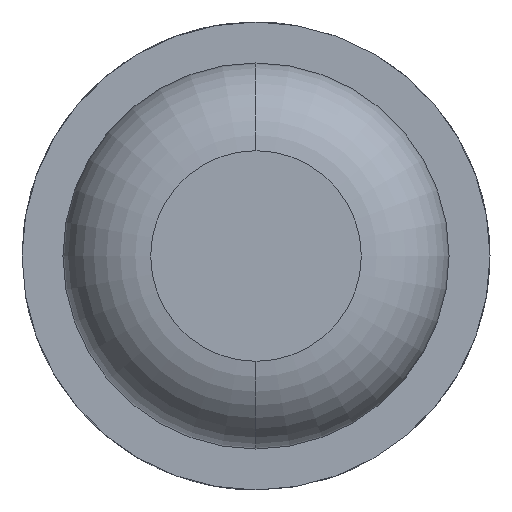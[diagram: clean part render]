
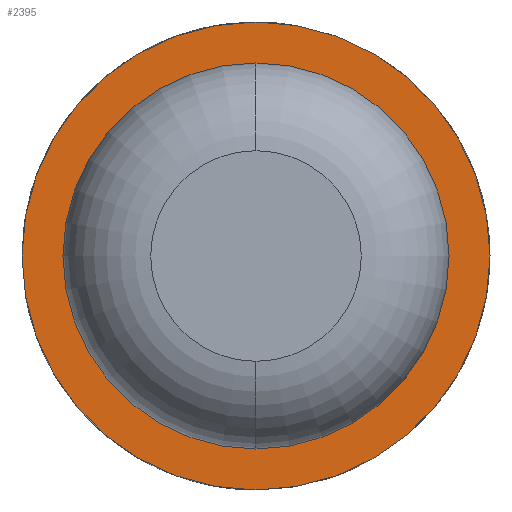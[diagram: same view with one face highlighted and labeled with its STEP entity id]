
A CAD part, front view. The second image highlights one B-rep face of the part: STEP entity #2395.
In plain terms, the highlighted planar face has unit normal (0, -1, 0).
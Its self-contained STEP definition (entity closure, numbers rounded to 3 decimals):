
#4 = CARTESIAN_POINT ( 'NONE',  ( -1., -9., 0. ) ) ;
#41 = CARTESIAN_POINT ( 'NONE',  ( 0.825, -9., 0. ) ) ;
#402 = EDGE_CURVE ( 'Defeature ausgef�hrt1_5+Defeature ausgef�hrt1_4+Defeature ausgef�hrt1_4+Defeature ausgef�hrt1_4', #2286, #866, #1021, .T. ) ;
#448 = DIRECTION ( 'NONE',  ( -1., 0., 0. ) ) ;
#642 = CARTESIAN_POINT ( 'NONE',  ( 0., -9., 0.825 ) ) ;
#643 = AXIS2_PLACEMENT_3D ( 'NONE', #2927, #1908, #2579 ) ;
#702 = DIRECTION ( 'NONE',  ( 0., 1., 0. ) ) ;
#774 = EDGE_LOOP ( 'NONE', ( #4221, #3110 ) ) ;
#866 = VERTEX_POINT ( 'NONE', #919 ) ;
#919 = CARTESIAN_POINT ( 'NONE',  ( 1., -9., 0. ) ) ;
#991 = AXIS2_PLACEMENT_3D ( 'NONE', #1475, #2484, #448 ) ;
#1021 = CIRCLE ( 'NONE', #643, 1. ) ;
#1057 = AXIS2_PLACEMENT_3D ( 'NONE', #2157, #4164, #3823 ) ;
#1096 = EDGE_CURVE ( 'Defeature ausgef�hrt1_5+Defeature ausgef�hrt1_4+Defeature ausgef�hrt1_4+Defeature ausgef�hrt1_4', #866, #2286, #1699, .T. ) ;
#1114 = EDGE_CURVE ( 'Defeature ausgef�hrt1_4+Defeature ausgef�hrt1_0+Defeature ausgef�hrt1_0+Defeature ausgef�hrt1_0', #1304, #3437, #3177, .T. ) ;
#1304 = VERTEX_POINT ( 'NONE', #642 ) ;
#1475 = CARTESIAN_POINT ( 'NONE',  ( 0., -9., 0. ) ) ;
#1697 = PLANE ( 'NONE',  #3667 ) ;
#1699 = CIRCLE ( 'NONE', #1057, 1. ) ;
#1908 = DIRECTION ( 'NONE',  ( 0., 1., 0. ) ) ;
#2039 = DIRECTION ( 'NONE',  ( 0., 1., 0. ) ) ;
#2157 = CARTESIAN_POINT ( 'NONE',  ( 0., -9., 0. ) ) ;
#2286 = VERTEX_POINT ( 'NONE', #4 ) ;
#2395 = ADVANCED_FACE ( 'Defeature ausgef�hrt1_4', ( #3717, #3663 ), #1697, .F. ) ;
#2475 = EDGE_LOOP ( 'NONE', ( #3860, #2730 ) ) ;
#2484 = DIRECTION ( 'NONE',  ( 0., 1., 0. ) ) ;
#2579 = DIRECTION ( 'NONE',  ( -1., 0., 0. ) ) ;
#2730 = ORIENTED_EDGE ( 'NONE', *, *, #4356, .T. ) ;
#2927 = CARTESIAN_POINT ( 'NONE',  ( 0., -9., 0. ) ) ;
#3039 = CIRCLE ( 'NONE', #3761, 0.825 ) ;
#3059 = DIRECTION ( 'NONE',  ( -1., 0., 0. ) ) ;
#3080 = DIRECTION ( 'NONE',  ( -1., 0., 0. ) ) ;
#3110 = ORIENTED_EDGE ( 'NONE', *, *, #1096, .F. ) ;
#3138 = CARTESIAN_POINT ( 'NONE',  ( 0., -9., -0.825 ) ) ;
#3177 = CIRCLE ( 'NONE', #991, 0.825 ) ;
#3437 = VERTEX_POINT ( 'NONE', #3138 ) ;
#3663 = FACE_BOUND ( 'NONE', #2475, .T. ) ;
#3667 = AXIS2_PLACEMENT_3D ( 'NONE', #41, #2039, #3059 ) ;
#3717 = FACE_OUTER_BOUND ( 'NONE', #774, .T. ) ;
#3735 = CARTESIAN_POINT ( 'NONE',  ( 0., -9., 0. ) ) ;
#3761 = AXIS2_PLACEMENT_3D ( 'NONE', #3735, #702, #3080 ) ;
#3823 = DIRECTION ( 'NONE',  ( -1., 0., 0. ) ) ;
#3860 = ORIENTED_EDGE ( 'NONE', *, *, #1114, .T. ) ;
#4164 = DIRECTION ( 'NONE',  ( 0., 1., 0. ) ) ;
#4221 = ORIENTED_EDGE ( 'NONE', *, *, #402, .F. ) ;
#4356 = EDGE_CURVE ( 'Defeature ausgef�hrt1_4+Defeature ausgef�hrt1_0+Defeature ausgef�hrt1_0+Defeature ausgef�hrt1_0', #3437, #1304, #3039, .T. ) ;
